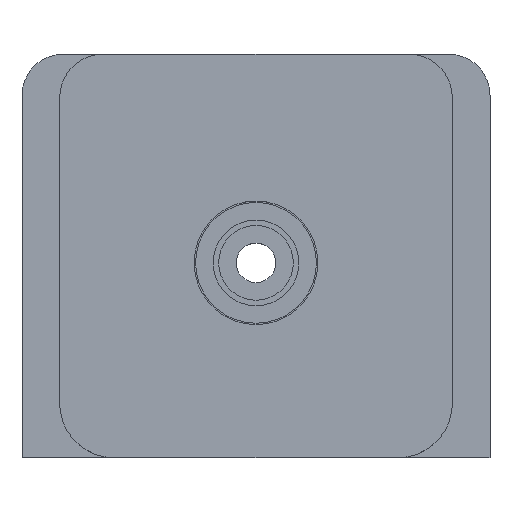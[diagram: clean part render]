
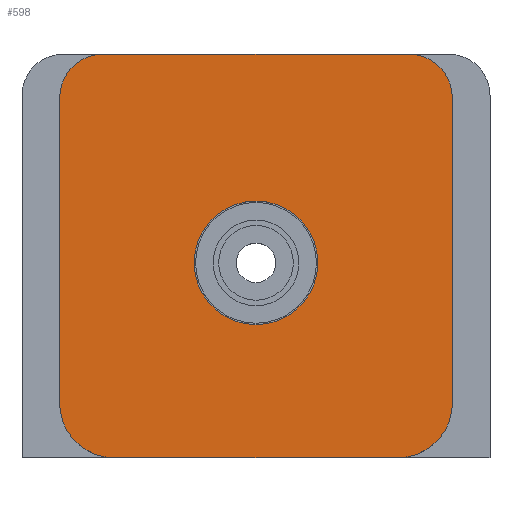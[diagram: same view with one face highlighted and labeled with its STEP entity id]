
A CAD part, top view. The second image highlights one B-rep face of the part: STEP entity #598.
In plain terms, the highlighted planar face has unit normal (0, 0, 1).
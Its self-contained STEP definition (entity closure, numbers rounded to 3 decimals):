
#40=LINE('',#992,#82);
#46=LINE('',#1004,#88);
#47=LINE('',#1008,#89);
#48=LINE('',#1012,#90);
#82=VECTOR('',#814,10.);
#88=VECTOR('',#822,10.);
#89=VECTOR('',#825,10.);
#90=VECTOR('',#828,10.);
#139=FACE_BOUND('',#214,.T.);
#164=FACE_OUTER_BOUND('',#213,.T.);
#213=EDGE_LOOP('',(#471,#472,#473,#474,#475,#476,#477,#478));
#214=EDGE_LOOP('',(#479));
#253=CIRCLE('',#674,10.);
#255=CIRCLE('',#678,8.);
#256=CIRCLE('',#679,8.);
#257=CIRCLE('',#680,10.);
#258=CIRCLE('',#681,11.25);
#289=VERTEX_POINT('',#980);
#290=VERTEX_POINT('',#981);
#294=VERTEX_POINT('',#991);
#299=VERTEX_POINT('',#1003);
#300=VERTEX_POINT('',#1005);
#301=VERTEX_POINT('',#1007);
#302=VERTEX_POINT('',#1009);
#303=VERTEX_POINT('',#1011);
#304=VERTEX_POINT('',#1014);
#351=EDGE_CURVE('',#289,#290,#253,.T.);
#356=EDGE_CURVE('',#294,#290,#40,.T.);
#362=EDGE_CURVE('',#289,#299,#46,.T.);
#363=EDGE_CURVE('',#300,#299,#255,.T.);
#364=EDGE_CURVE('',#300,#301,#47,.T.);
#365=EDGE_CURVE('',#302,#301,#256,.T.);
#366=EDGE_CURVE('',#302,#303,#48,.T.);
#367=EDGE_CURVE('',#294,#303,#257,.T.);
#368=EDGE_CURVE('',#304,#304,#258,.T.);
#471=ORIENTED_EDGE('',*,*,#351,.F.);
#472=ORIENTED_EDGE('',*,*,#362,.T.);
#473=ORIENTED_EDGE('',*,*,#363,.F.);
#474=ORIENTED_EDGE('',*,*,#364,.T.);
#475=ORIENTED_EDGE('',*,*,#365,.F.);
#476=ORIENTED_EDGE('',*,*,#366,.T.);
#477=ORIENTED_EDGE('',*,*,#367,.F.);
#478=ORIENTED_EDGE('',*,*,#356,.T.);
#479=ORIENTED_EDGE('',*,*,#368,.T.);
#566=PLANE('',#677);
#598=ADVANCED_FACE('',(#164,#139),#566,.T.);
#674=AXIS2_PLACEMENT_3D('',#982,#805,#806);
#677=AXIS2_PLACEMENT_3D('',#1002,#820,#821);
#678=AXIS2_PLACEMENT_3D('',#1006,#823,#824);
#679=AXIS2_PLACEMENT_3D('',#1010,#826,#827);
#680=AXIS2_PLACEMENT_3D('',#1013,#829,#830);
#681=AXIS2_PLACEMENT_3D('',#1015,#831,#832);
#805=DIRECTION('center_axis',(0.,0.,-1.));
#806=DIRECTION('ref_axis',(0.707,-0.707,0.));
#814=DIRECTION('',(1.,0.,0.));
#820=DIRECTION('center_axis',(0.,0.,1.));
#821=DIRECTION('ref_axis',(1.,0.,0.));
#822=DIRECTION('',(0.,1.,0.));
#823=DIRECTION('center_axis',(0.,0.,-1.));
#824=DIRECTION('ref_axis',(0.707,0.707,0.));
#825=DIRECTION('',(-1.,0.,0.));
#826=DIRECTION('center_axis',(0.,0.,-1.));
#827=DIRECTION('ref_axis',(-0.707,0.707,0.));
#828=DIRECTION('',(0.,-1.,0.));
#829=DIRECTION('center_axis',(0.,0.,-1.));
#830=DIRECTION('ref_axis',(-0.707,-0.707,0.));
#831=DIRECTION('center_axis',(0.,0.,-1.));
#832=DIRECTION('ref_axis',(1.,0.,0.));
#980=CARTESIAN_POINT('',(35.75,-25.5,5.));
#981=CARTESIAN_POINT('',(25.75,-35.5,5.));
#982=CARTESIAN_POINT('Origin',(25.75,-25.5,5.));
#991=CARTESIAN_POINT('',(-25.75,-35.5,5.));
#992=CARTESIAN_POINT('',(42.6,-35.5,5.));
#1002=CARTESIAN_POINT('Origin',(0.,1.25,5.));
#1003=CARTESIAN_POINT('',(35.75,30.,5.));
#1004=CARTESIAN_POINT('',(35.75,38.,5.));
#1005=CARTESIAN_POINT('',(27.75,38.,5.));
#1006=CARTESIAN_POINT('Origin',(27.75,30.,5.));
#1007=CARTESIAN_POINT('',(-27.75,38.,5.));
#1008=CARTESIAN_POINT('',(-42.6,38.,5.));
#1009=CARTESIAN_POINT('',(-35.75,30.,5.));
#1010=CARTESIAN_POINT('Origin',(-27.75,30.,5.));
#1011=CARTESIAN_POINT('',(-35.75,-25.5,5.));
#1012=CARTESIAN_POINT('',(-35.75,38.,5.));
#1013=CARTESIAN_POINT('Origin',(-25.75,-25.5,5.));
#1014=CARTESIAN_POINT('',(-11.25,0.,5.));
#1015=CARTESIAN_POINT('Origin',(0.,0.,5.));
